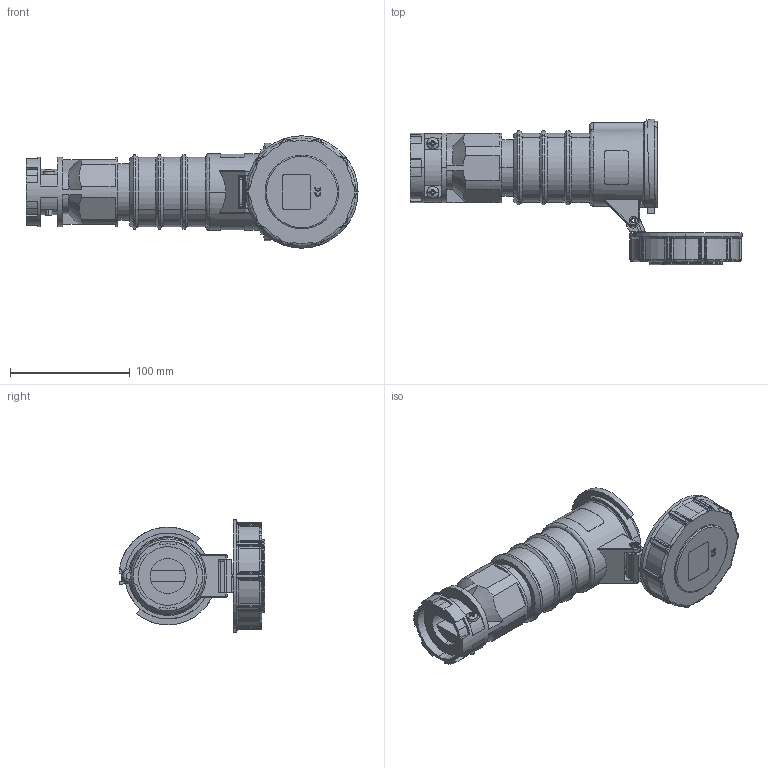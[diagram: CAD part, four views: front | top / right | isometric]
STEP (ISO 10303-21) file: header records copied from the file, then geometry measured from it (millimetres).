
FILE_DESCRIPTION (( 'STEP AP203' ), '1' );
FILE_NAME ('BRY430C5W.step', '2022-08-17T19:55:21', ( '' ), ( '' ), 'SwSTEP 2.0', 'SolidWorks 2021', '' );
FILE_SCHEMA (( 'CONFIG_CONTROL_DESIGN' ));
Products named in the file (1): BRY430C5W
Bounding box: 277.7 x 122.01 x 94 mm (x, y, z)
Volume: 592472.3 mm3; surface area: 120195.2 mm2
Topology: 12 solids, 12 shells, 958 faces, 2538 edges, 1596 vertices
Faces by surface type: plane 319, cylinder 314, cone 117, torus 100, bspline 96, sphere 12
Entity records: 36395 total; most frequent: CARTESIAN_POINT 14380, ORIENTED_EDGE 4988, DIRECTION 3990, EDGE_CURVE 2494, VERTEX_POINT 1596, AXIS2_PLACEMENT_3D 1526, EDGE_LOOP 1018, FACE_OUTER_BOUND 958
